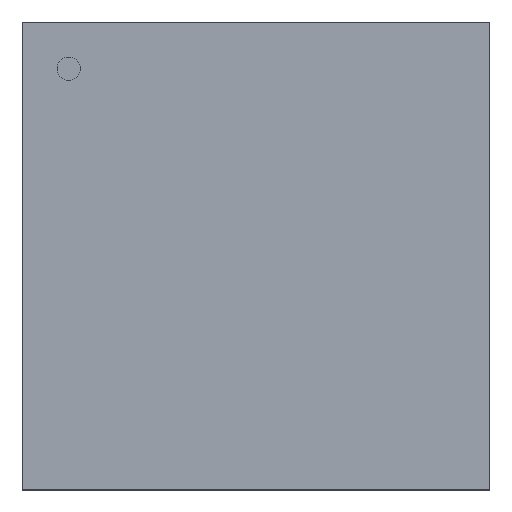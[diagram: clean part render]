
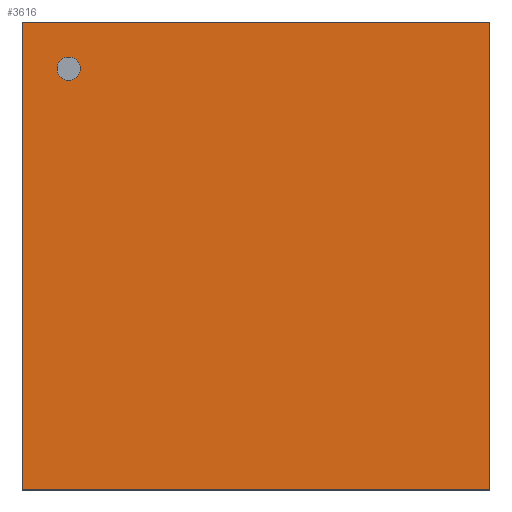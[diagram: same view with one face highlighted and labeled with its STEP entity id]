
A CAD part, top view. The second image highlights one B-rep face of the part: STEP entity #3616.
In plain terms, the highlighted planar face has unit normal (0, 0, 1).
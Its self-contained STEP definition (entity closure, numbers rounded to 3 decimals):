
#3392=CARTESIAN_POINT('',(7.048,-7.048,1.168));
#3391=VERTEX_POINT('',#3392);
#3402=CARTESIAN_POINT('',(-7.048,-7.048,1.168));
#3401=VERTEX_POINT('',#3402);
#3400=EDGE_CURVE('',#3401,#3391,#3405,.T.);
#3405=LINE('',#3402,#3407);
#3407=VECTOR('',#3408,14.097);
#3408=DIRECTION('',(1.0,0.0,0.0));
#3441=CARTESIAN_POINT('',(7.048,7.048,1.168));
#3440=VERTEX_POINT('',#3441);
#3449=EDGE_CURVE('',#3391,#3440,#3454,.T.);
#3454=LINE('',#3392,#3456);
#3456=VECTOR('',#3457,14.097);
#3457=DIRECTION('',(0.0,1.0,0.0));
#3490=CARTESIAN_POINT('',(-7.048,7.048,1.168));
#3489=VERTEX_POINT('',#3490);
#3498=EDGE_CURVE('',#3440,#3489,#3503,.T.);
#3503=LINE('',#3441,#3505);
#3505=VECTOR('',#3506,14.097);
#3506=DIRECTION('',(-1.0,0.0,0.0));
#3547=EDGE_CURVE('',#3489,#3401,#3552,.T.);
#3552=LINE('',#3490,#3554);
#3554=VECTOR('',#3555,14.097);
#3555=DIRECTION('',(0.0,-1.0,0.0));
#3616=ADVANCED_FACE('',(#3622),#3617,.T.);
#3617=PLANE('',#3618);
#3618=AXIS2_PLACEMENT_3D('',#3619,#3620,#3621);
#3619=CARTESIAN_POINT('',(-7.048,-7.048,1.168));
#3620=DIRECTION('',(0.0,0.0,1.0));
#3621=DIRECTION('',(0.,1.,0.));
#3622=FACE_OUTER_BOUND('',#3623,.T.);
#3623=EDGE_LOOP('',(#3624,#3634,#3644,#3654));
#3624=ORIENTED_EDGE('',*,*,#3400,.T.);
#3634=ORIENTED_EDGE('',*,*,#3449,.T.);
#3644=ORIENTED_EDGE('',*,*,#3498,.T.);
#3654=ORIENTED_EDGE('',*,*,#3547,.T.);
